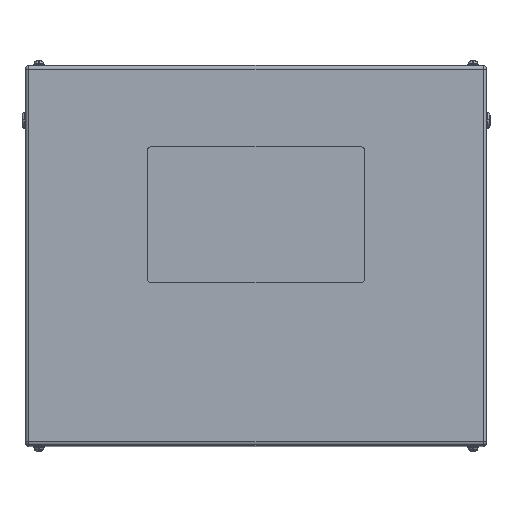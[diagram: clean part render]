
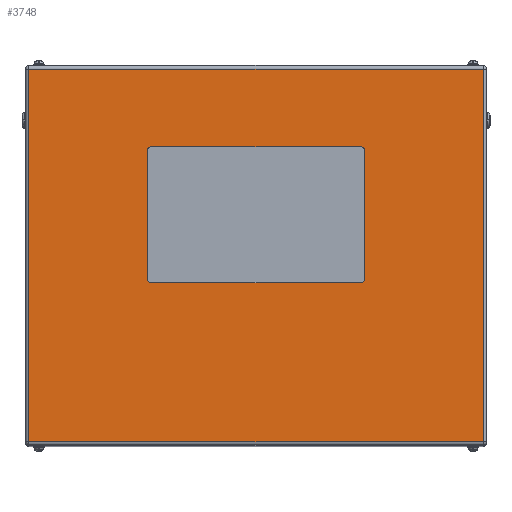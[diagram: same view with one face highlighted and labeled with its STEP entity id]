
A CAD part, top view. The second image highlights one B-rep face of the part: STEP entity #3748.
In plain terms, the highlighted planar face has unit normal (0, 0, 1).
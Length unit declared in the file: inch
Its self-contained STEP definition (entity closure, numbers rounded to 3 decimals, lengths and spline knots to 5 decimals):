
#268 = ORIENTED_EDGE ( 'NONE', *, *, #2005, .F. ) ;
#386 = ORIENTED_EDGE ( 'NONE', *, *, #6310, .F. ) ;
#889 = VECTOR ( 'NONE', #6830, 39.37008 ) ;
#1170 = VERTEX_POINT ( 'NONE', #9081 ) ;
#1352 = EDGE_CURVE ( 'NONE', #1170, #6173, #6793, .T. ) ;
#1447 = DIRECTION ( 'NONE',  ( 0., -1., 0. ) ) ;
#1694 = DIRECTION ( 'NONE',  ( 1., 0., 0. ) ) ;
#1700 = DIRECTION ( 'NONE',  ( -1., 0., 0. ) ) ;
#1705 = ORIENTED_EDGE ( 'NONE', *, *, #16496, .T. ) ;
#1862 = VECTOR ( 'NONE', #1447, 39.37008 ) ;
#1967 = CARTESIAN_POINT ( 'NONE',  ( -8., 7.75, 25.5 ) ) ;
#2005 = EDGE_CURVE ( 'NONE', #5063, #8212, #10330, .T. ) ;
#2015 = DIRECTION ( 'NONE',  ( 1., 0., 0. ) ) ;
#2277 = LINE ( 'NONE', #13093, #10428 ) ;
#2466 = AXIS2_PLACEMENT_3D ( 'NONE', #2966, #4725, #1694 ) ;
#2630 = EDGE_CURVE ( 'NONE', #8212, #14886, #13078, .T. ) ;
#2966 = CARTESIAN_POINT ( 'NONE',  ( 7.75, -1.75, 25.5 ) ) ;
#3705 = CARTESIAN_POINT ( 'NONE',  ( -16.734, -13.734, 25.5 ) ) ;
#3748 = ADVANCED_FACE ( 'NONE', ( #8821, #18196 ), #16325, .F. ) ;
#3866 = CARTESIAN_POINT ( 'NONE',  ( 17., 14., 25.5 ) ) ;
#4005 = VERTEX_POINT ( 'NONE', #19987 ) ;
#4288 = VERTEX_POINT ( 'NONE', #7713 ) ;
#4610 = ORIENTED_EDGE ( 'NONE', *, *, #2630, .F. ) ;
#4725 = DIRECTION ( 'NONE',  ( 0., 0., 1. ) ) ;
#5027 = DIRECTION ( 'NONE',  ( 0., -1., 0. ) ) ;
#5063 = VERTEX_POINT ( 'NONE', #13155 ) ;
#5090 = VERTEX_POINT ( 'NONE', #16569 ) ;
#5196 = CARTESIAN_POINT ( 'NONE',  ( 16.734, -13.734, 25.5 ) ) ;
#5270 = CARTESIAN_POINT ( 'NONE',  ( -7.75, -1.75, 25.5 ) ) ;
#5327 = VERTEX_POINT ( 'NONE', #8314 ) ;
#5503 = EDGE_CURVE ( 'NONE', #4288, #6542, #15905, .T. ) ;
#5858 = CIRCLE ( 'NONE', #15040, 0.25 ) ;
#6068 = CARTESIAN_POINT ( 'NONE',  ( -16.734, 14., 25.5 ) ) ;
#6173 = VERTEX_POINT ( 'NONE', #8830 ) ;
#6226 = ORIENTED_EDGE ( 'NONE', *, *, #13905, .F. ) ;
#6310 = EDGE_CURVE ( 'NONE', #14886, #15692, #8596, .T. ) ;
#6542 = VERTEX_POINT ( 'NONE', #3705 ) ;
#6571 = LINE ( 'NONE', #1967, #10184 ) ;
#6793 = LINE ( 'NONE', #6906, #18027 ) ;
#6830 = DIRECTION ( 'NONE',  ( 1., 0., 0. ) ) ;
#6906 = CARTESIAN_POINT ( 'NONE',  ( -7.75, -2., 25.5 ) ) ;
#7033 = LINE ( 'NONE', #11367, #889 ) ;
#7043 = CARTESIAN_POINT ( 'NONE',  ( -7.75, 8., 25.5 ) ) ;
#7169 = DIRECTION ( 'NONE',  ( -1., 0., 0. ) ) ;
#7517 = DIRECTION ( 'NONE',  ( 1., 0., 0. ) ) ;
#7713 = CARTESIAN_POINT ( 'NONE',  ( -16.734, 13.734, 25.5 ) ) ;
#7822 = CARTESIAN_POINT ( 'NONE',  ( 7.75, 7.75, 25.5 ) ) ;
#8212 = VERTEX_POINT ( 'NONE', #13524 ) ;
#8314 = CARTESIAN_POINT ( 'NONE',  ( 16.734, 13.734, 25.5 ) ) ;
#8393 = CIRCLE ( 'NONE', #2466, 0.25 ) ;
#8522 = VERTEX_POINT ( 'NONE', #5196 ) ;
#8596 = LINE ( 'NONE', #7043, #18710 ) ;
#8678 = CARTESIAN_POINT ( 'NONE',  ( 8., 7.75, 25.5 ) ) ;
#8821 = FACE_BOUND ( 'NONE', #8888, .T. ) ;
#8830 = CARTESIAN_POINT ( 'NONE',  ( 7.75, -2., 25.5 ) ) ;
#8888 = EDGE_LOOP ( 'NONE', ( #17732, #17512, #12051, #10481, #386, #4610, #268, #6226 ) ) ;
#9081 = CARTESIAN_POINT ( 'NONE',  ( -7.75, -2., 25.5 ) ) ;
#10184 = VECTOR ( 'NONE', #5027, 39.37008 ) ;
#10330 = LINE ( 'NONE', #8678, #16338 ) ;
#10428 = VECTOR ( 'NONE', #19259, 39.37008 ) ;
#10481 = ORIENTED_EDGE ( 'NONE', *, *, #19547, .F. ) ;
#11213 = VECTOR ( 'NONE', #7169, 39.37008 ) ;
#11367 = CARTESIAN_POINT ( 'NONE',  ( 16.734, -13.734, 25.5 ) ) ;
#11574 = DIRECTION ( 'NONE',  ( 0., 1., 0. ) ) ;
#12051 = ORIENTED_EDGE ( 'NONE', *, *, #15072, .F. ) ;
#12494 = CARTESIAN_POINT ( 'NONE',  ( -7.75, 8., 25.5 ) ) ;
#13071 = ORIENTED_EDGE ( 'NONE', *, *, #19115, .T. ) ;
#13078 = CIRCLE ( 'NONE', #17382, 0.25 ) ;
#13093 = CARTESIAN_POINT ( 'NONE',  ( 16.734, 14., 25.5 ) ) ;
#13155 = CARTESIAN_POINT ( 'NONE',  ( 8., -1.75, 25.5 ) ) ;
#13524 = CARTESIAN_POINT ( 'NONE',  ( 8., 7.75, 25.5 ) ) ;
#13640 = EDGE_CURVE ( 'NONE', #5090, #1170, #19565, .T. ) ;
#13905 = EDGE_CURVE ( 'NONE', #6173, #5063, #8393, .T. ) ;
#14184 = DIRECTION ( 'NONE',  ( 0., 0., 1. ) ) ;
#14666 = DIRECTION ( 'NONE',  ( 0., 0., -1. ) ) ;
#14743 = EDGE_LOOP ( 'NONE', ( #18382, #16507, #13071, #1705 ) ) ;
#14778 = DIRECTION ( 'NONE',  ( -1., 0., 0. ) ) ;
#14886 = VERTEX_POINT ( 'NONE', #19636 ) ;
#14983 = CARTESIAN_POINT ( 'NONE',  ( 17., 13.734, 25.5 ) ) ;
#15040 = AXIS2_PLACEMENT_3D ( 'NONE', #20367, #16895, #7517 ) ;
#15072 = EDGE_CURVE ( 'NONE', #4005, #5090, #6571, .T. ) ;
#15692 = VERTEX_POINT ( 'NONE', #12494 ) ;
#15883 = AXIS2_PLACEMENT_3D ( 'NONE', #3866, #14666, #14778 ) ;
#15905 = LINE ( 'NONE', #6068, #1862 ) ;
#16113 = DIRECTION ( 'NONE',  ( -1., 0., 0. ) ) ;
#16325 = PLANE ( 'NONE',  #15883 ) ;
#16338 = VECTOR ( 'NONE', #11574, 39.37008 ) ;
#16496 = EDGE_CURVE ( 'NONE', #5327, #4288, #16955, .T. ) ;
#16507 = ORIENTED_EDGE ( 'NONE', *, *, #19886, .T. ) ;
#16569 = CARTESIAN_POINT ( 'NONE',  ( -8., -1.75, 25.5 ) ) ;
#16895 = DIRECTION ( 'NONE',  ( 0., 0., 1. ) ) ;
#16955 = LINE ( 'NONE', #14983, #11213 ) ;
#17382 = AXIS2_PLACEMENT_3D ( 'NONE', #7822, #14184, #1700 ) ;
#17512 = ORIENTED_EDGE ( 'NONE', *, *, #13640, .F. ) ;
#17732 = ORIENTED_EDGE ( 'NONE', *, *, #1352, .F. ) ;
#17922 = DIRECTION ( 'NONE',  ( 0., 0., 1. ) ) ;
#18027 = VECTOR ( 'NONE', #2015, 39.37008 ) ;
#18196 = FACE_OUTER_BOUND ( 'NONE', #14743, .T. ) ;
#18382 = ORIENTED_EDGE ( 'NONE', *, *, #5503, .T. ) ;
#18710 = VECTOR ( 'NONE', #16113, 39.37008 ) ;
#19115 = EDGE_CURVE ( 'NONE', #8522, #5327, #2277, .T. ) ;
#19219 = AXIS2_PLACEMENT_3D ( 'NONE', #5270, #17922, #19437 ) ;
#19259 = DIRECTION ( 'NONE',  ( 0., 1., 0. ) ) ;
#19437 = DIRECTION ( 'NONE',  ( 1., 0., 0. ) ) ;
#19547 = EDGE_CURVE ( 'NONE', #15692, #4005, #5858, .T. ) ;
#19565 = CIRCLE ( 'NONE', #19219, 0.25 ) ;
#19636 = CARTESIAN_POINT ( 'NONE',  ( 7.75, 8., 25.5 ) ) ;
#19886 = EDGE_CURVE ( 'NONE', #6542, #8522, #7033, .T. ) ;
#19987 = CARTESIAN_POINT ( 'NONE',  ( -8., 7.75, 25.5 ) ) ;
#20367 = CARTESIAN_POINT ( 'NONE',  ( -7.75, 7.75, 25.5 ) ) ;
